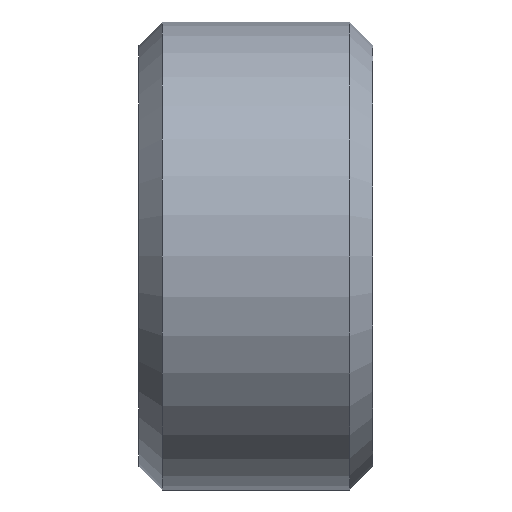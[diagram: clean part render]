
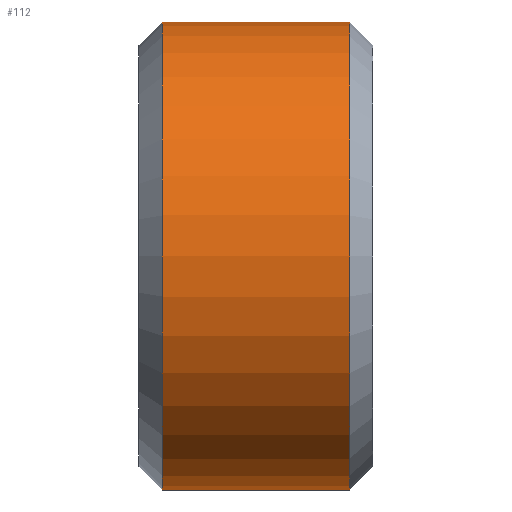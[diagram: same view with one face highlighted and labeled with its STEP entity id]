
A CAD part, front view. The second image highlights one B-rep face of the part: STEP entity #112.
In plain terms, the highlighted cylindrical face has radius 10 mm (diameter 20 mm), a full revolution.
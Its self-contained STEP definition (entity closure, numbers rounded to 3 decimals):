
#20=CYLINDRICAL_SURFACE('',#137,10.);
#30=ORIENTED_EDGE('',*,*,#47,.F.);
#31=ORIENTED_EDGE('',*,*,#46,.T.);
#46=EDGE_CURVE('',#55,#55,#64,.T.);
#47=EDGE_CURVE('',#56,#56,#65,.T.);
#55=VERTEX_POINT('',#196);
#56=VERTEX_POINT('',#199);
#64=CIRCLE('',#136,10.);
#65=CIRCLE('',#138,10.);
#75=EDGE_LOOP('',(#30));
#76=EDGE_LOOP('',(#31));
#93=FACE_BOUND('',#75,.T.);
#94=FACE_BOUND('',#76,.T.);
#112=ADVANCED_FACE('',(#93,#94),#20,.T.);
#136=AXIS2_PLACEMENT_3D('',#195,#160,#161);
#137=AXIS2_PLACEMENT_3D('',#197,#162,#163);
#138=AXIS2_PLACEMENT_3D('',#198,#164,#165);
#160=DIRECTION('',(1.,0.,0.));
#161=DIRECTION('',(0.,0.,-1.));
#162=DIRECTION('',(1.,0.,0.));
#163=DIRECTION('',(0.,0.,-1.));
#164=DIRECTION('',(1.,0.,0.));
#165=DIRECTION('',(0.,0.,-1.));
#195=CARTESIAN_POINT('',(1.,0.,0.));
#196=CARTESIAN_POINT('',(1.,0.,-10.));
#197=CARTESIAN_POINT('',(10.,0.,0.));
#198=CARTESIAN_POINT('',(9.,0.,0.));
#199=CARTESIAN_POINT('',(9.,0.,-10.));
